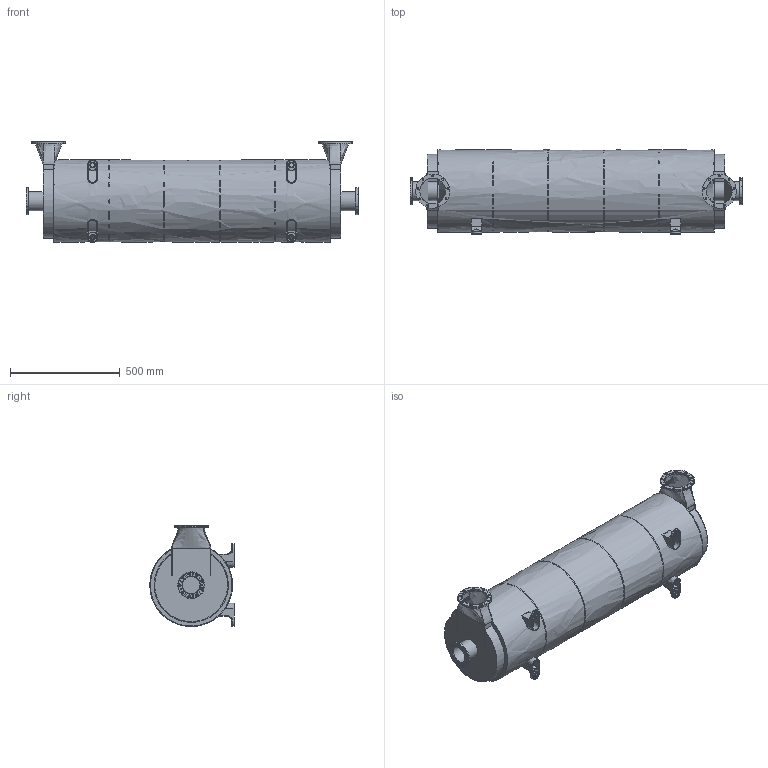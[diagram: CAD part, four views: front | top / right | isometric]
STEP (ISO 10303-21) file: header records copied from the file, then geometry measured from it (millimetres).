
FILE_DESCRIPTION(('FreeCAD Model'),'2;1');
FILE_NAME('Open CASCADE Shape Model','2025-04-25T11:58:35',('FreeCAD'),( 'FreeCAD'),'Open CASCADE STEP processor 7.6','FreeCAD','Unknown');
FILE_SCHEMA(('AUTOMOTIVE_DESIGN { 1 0 10303 214 1 1 1 1 }'));
Products named in the file (1): Open CASCADE STEP translator 7.6 1
Bounding box: 1510.44 x 382.98 x 459.18 mm (x, y, z)
Volume: 8106405 mm3; surface area: 8709129.1 mm2
Topology: 1 solids, 39 shells, 2917 faces, 8535 edges, 5468 vertices
Faces by surface type: bspline 2917
Entity records: 764474 total; most frequent: CARTESIAN_POINT 713614, ORIENTED_EDGE 17066, EDGE_CURVE 8533, B_SPLINE_CURVE_WITH_KNOTS 8031, VERTEX_POINT 5467, FACE_BOUND 3044, EDGE_LOOP 3044, ADVANCED_FACE 2916
